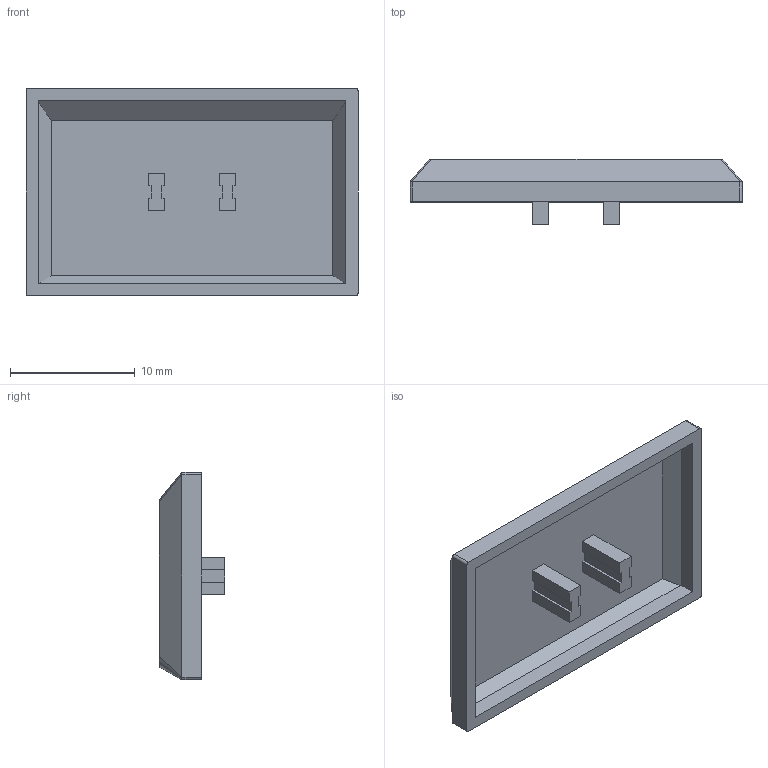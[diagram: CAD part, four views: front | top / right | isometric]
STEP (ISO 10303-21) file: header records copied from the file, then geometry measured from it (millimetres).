
FILE_DESCRIPTION(/* description */ (''),/* implementation_level */ '2;1');
FILE_NAME(/* name */ 'Kailh - keycap 1.5 v2.step',/* time_stamp */ '2019-04-25T14:29:07+02:00',/* author */ (''),/* organization */ (''),/* preprocessor_version */ 'ST-DEVELOPER v18',/* originating_system */ 'Autodesk Translation Framework v8.2.0.1029',/* authorisation */ '');
FILE_SCHEMA (('AUTOMOTIVE_DESIGN { 1 0 10303 214 3 1 1 }'));
Length unit declared in the file: millimetre
Products named in the file (1): Kailh - keycap 1.5
Bounding box: 26.6 x 5.23 x 16.6 mm (x, y, z)
Volume: 598.9 mm3; surface area: 1303.9 mm2
Topology: 1 solids, 1 shells, 53 faces, 144 edges, 96 vertices
Faces by surface type: plane 45, cylinder 6, cone 2
Entity records: 1715 total; most frequent: CARTESIAN_POINT 330, ORIENTED_EDGE 288, DIRECTION 264, EDGE_CURVE 144, LINE 124, VECTOR 124, VERTEX_POINT 96, AXIS2_PLACEMENT_3D 70
